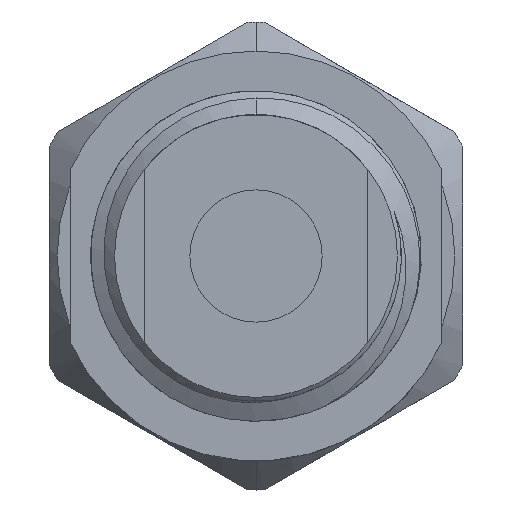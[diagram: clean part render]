
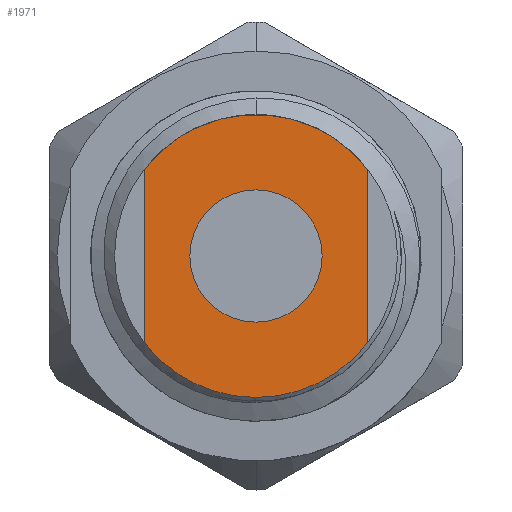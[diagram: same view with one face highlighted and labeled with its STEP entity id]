
A CAD part, front view. The second image highlights one B-rep face of the part: STEP entity #1971.
In plain terms, the highlighted planar face has unit normal (0, -1, 0).
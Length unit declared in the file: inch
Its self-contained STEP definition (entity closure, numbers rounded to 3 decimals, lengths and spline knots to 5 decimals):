
#38 = DIRECTION ( 'NONE',  ( 0., 0., -1. ) ) ;
#349 = VERTEX_POINT ( 'NONE', #5989 ) ;
#385 = CARTESIAN_POINT ( 'NONE',  ( 0.0845, -0.159, 0. ) ) ;
#585 = CARTESIAN_POINT ( 'NONE',  ( 0., -0.159, 0. ) ) ;
#607 = DIRECTION ( 'NONE',  ( 0., -1., 0. ) ) ;
#636 = EDGE_CURVE ( 'NONE', #3572, #5079, #3389, .T. ) ;
#672 = ORIENTED_EDGE ( 'NONE', *, *, #6230, .F. ) ;
#729 = CIRCLE ( 'NONE', #1989, 0.05 ) ;
#993 = AXIS2_PLACEMENT_3D ( 'NONE', #1694, #3609, #3179 ) ;
#1071 = CARTESIAN_POINT ( 'NONE',  ( 0., -0.159, 0. ) ) ;
#1228 = CARTESIAN_POINT ( 'NONE',  ( 0., -0.159, 0. ) ) ;
#1352 = EDGE_CURVE ( 'NONE', #4289, #2086, #2409, .T. ) ;
#1360 = ORIENTED_EDGE ( 'NONE', *, *, #1352, .T. ) ;
#1553 = CIRCLE ( 'NONE', #1804, 0.107 ) ;
#1694 = CARTESIAN_POINT ( 'NONE',  ( 0., -0.159, 0. ) ) ;
#1804 = AXIS2_PLACEMENT_3D ( 'NONE', #585, #607, #3409 ) ;
#1971 = ADVANCED_FACE ( 'NONE', ( #4663, #5651 ), #4276, .T. ) ;
#1982 = ORIENTED_EDGE ( 'NONE', *, *, #5259, .T. ) ;
#1989 = AXIS2_PLACEMENT_3D ( 'NONE', #1228, #2679, #5632 ) ;
#2012 = VECTOR ( 'NONE', #5262, 39.37008 ) ;
#2042 = DIRECTION ( 'NONE',  ( 0., -1., 0. ) ) ;
#2086 = VERTEX_POINT ( 'NONE', #5211 ) ;
#2302 = DIRECTION ( 'NONE',  ( 0., 0., -1. ) ) ;
#2330 = DIRECTION ( 'NONE',  ( 0., 0., -1. ) ) ;
#2368 = ORIENTED_EDGE ( 'NONE', *, *, #636, .T. ) ;
#2409 = CIRCLE ( 'NONE', #4120, 0.107 ) ;
#2616 = CARTESIAN_POINT ( 'NONE',  ( 0.0845, -0.159, 0.06564 ) ) ;
#2679 = DIRECTION ( 'NONE',  ( 0., -1., 0. ) ) ;
#2716 = VERTEX_POINT ( 'NONE', #3442 ) ;
#3179 = DIRECTION ( 'NONE',  ( 0., 0., -1. ) ) ;
#3298 = EDGE_CURVE ( 'NONE', #2716, #349, #729, .T. ) ;
#3372 = EDGE_CURVE ( 'NONE', #5876, #4289, #5056, .T. ) ;
#3389 = LINE ( 'NONE', #385, #2012 ) ;
#3409 = DIRECTION ( 'NONE',  ( 0., 0., -1. ) ) ;
#3442 = CARTESIAN_POINT ( 'NONE',  ( 0., -0.159, 0.05 ) ) ;
#3459 = AXIS2_PLACEMENT_3D ( 'NONE', #1071, #4332, #38 ) ;
#3494 = CARTESIAN_POINT ( 'NONE',  ( -0.0845, -0.159, -0.06564 ) ) ;
#3572 = VERTEX_POINT ( 'NONE', #4468 ) ;
#3609 = DIRECTION ( 'NONE',  ( 0., -1., 0. ) ) ;
#3785 = CIRCLE ( 'NONE', #993, 0.107 ) ;
#3923 = CARTESIAN_POINT ( 'NONE',  ( 0., -0.159, 0. ) ) ;
#3986 = EDGE_LOOP ( 'NONE', ( #672, #4461 ) ) ;
#4120 = AXIS2_PLACEMENT_3D ( 'NONE', #3923, #2042, #2302 ) ;
#4276 = PLANE ( 'NONE',  #4757 ) ;
#4289 = VERTEX_POINT ( 'NONE', #3494 ) ;
#4332 = DIRECTION ( 'NONE',  ( 0., -1., 0. ) ) ;
#4461 = ORIENTED_EDGE ( 'NONE', *, *, #3298, .F. ) ;
#4468 = CARTESIAN_POINT ( 'NONE',  ( 0.0845, -0.159, -0.06564 ) ) ;
#4663 = FACE_BOUND ( 'NONE', #3986, .T. ) ;
#4744 = CARTESIAN_POINT ( 'NONE',  ( 0.15042, -0.159, 0. ) ) ;
#4757 = AXIS2_PLACEMENT_3D ( 'NONE', #4744, #5236, #2330 ) ;
#4766 = VECTOR ( 'NONE', #5692, 39.37008 ) ;
#4768 = CARTESIAN_POINT ( 'NONE',  ( -0.0845, -0.159, 0. ) ) ;
#5056 = LINE ( 'NONE', #4768, #4766 ) ;
#5079 = VERTEX_POINT ( 'NONE', #2616 ) ;
#5211 = CARTESIAN_POINT ( 'NONE',  ( 0., -0.159, -0.107 ) ) ;
#5236 = DIRECTION ( 'NONE',  ( 0., -1., 0. ) ) ;
#5259 = EDGE_CURVE ( 'NONE', #2086, #3572, #3785, .T. ) ;
#5262 = DIRECTION ( 'NONE',  ( 0., 0., 1. ) ) ;
#5583 = CIRCLE ( 'NONE', #3459, 0.05 ) ;
#5629 = CARTESIAN_POINT ( 'NONE',  ( -0.0845, -0.159, 0.06564 ) ) ;
#5632 = DIRECTION ( 'NONE',  ( 0., 0., -1. ) ) ;
#5651 = FACE_OUTER_BOUND ( 'NONE', #6042, .T. ) ;
#5664 = ORIENTED_EDGE ( 'NONE', *, *, #3372, .T. ) ;
#5692 = DIRECTION ( 'NONE',  ( 0., 0., -1. ) ) ;
#5876 = VERTEX_POINT ( 'NONE', #5629 ) ;
#5899 = ORIENTED_EDGE ( 'NONE', *, *, #6176, .T. ) ;
#5989 = CARTESIAN_POINT ( 'NONE',  ( 0., -0.159, -0.05 ) ) ;
#6042 = EDGE_LOOP ( 'NONE', ( #1360, #1982, #2368, #5899, #5664 ) ) ;
#6176 = EDGE_CURVE ( 'NONE', #5079, #5876, #1553, .T. ) ;
#6230 = EDGE_CURVE ( 'NONE', #349, #2716, #5583, .T. ) ;
